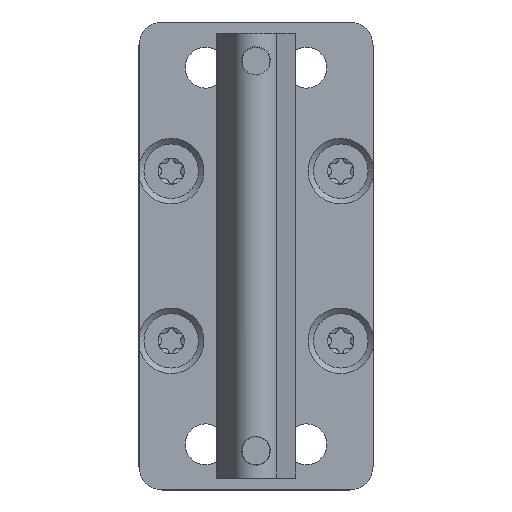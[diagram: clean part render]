
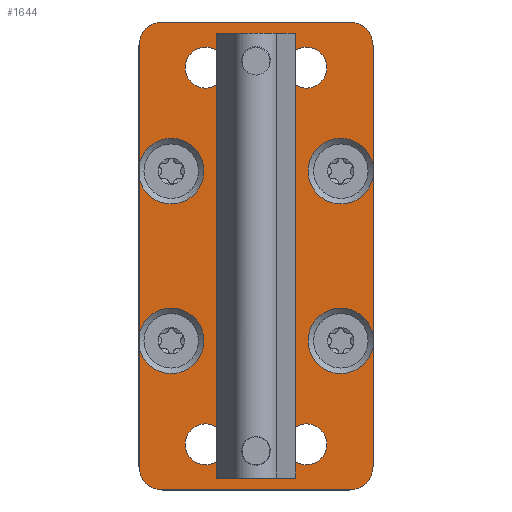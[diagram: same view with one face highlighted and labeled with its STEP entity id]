
A CAD part, front view. The second image highlights one B-rep face of the part: STEP entity #1644.
In plain terms, the highlighted face is planar.
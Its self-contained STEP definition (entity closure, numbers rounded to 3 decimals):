
#127=FACE_BOUND('',#286,.T.);
#128=FACE_BOUND('',#287,.T.);
#129=FACE_BOUND('',#288,.T.);
#130=FACE_BOUND('',#289,.T.);
#131=FACE_BOUND('',#290,.T.);
#132=FACE_BOUND('',#291,.T.);
#156=PLANE('',#1887);
#195=FACE_OUTER_BOUND('',#285,.T.);
#285=EDGE_LOOP('',(#1208,#1209,#1210,#1211,#1212,#1213,#1214,#1215,#1216,
#1217,#1218,#1219,#1220,#1221,#1222,#1223,#1224,#1225,#1226,#1227));
#286=EDGE_LOOP('',(#1228,#1229));
#287=EDGE_LOOP('',(#1230,#1231));
#288=EDGE_LOOP('',(#1232,#1233));
#289=EDGE_LOOP('',(#1234,#1235));
#290=EDGE_LOOP('',(#1236,#1237));
#291=EDGE_LOOP('',(#1238,#1239));
#416=LINE('',#2850,#512);
#417=LINE('',#2854,#513);
#418=LINE('',#2860,#514);
#419=LINE('',#2866,#515);
#420=LINE('',#2870,#516);
#421=LINE('',#2874,#517);
#422=LINE('',#2880,#518);
#423=LINE('',#2885,#519);
#512=VECTOR('',#2179,10.);
#513=VECTOR('',#2182,10.);
#514=VECTOR('',#2187,10.);
#515=VECTOR('',#2192,10.);
#516=VECTOR('',#2195,10.);
#517=VECTOR('',#2198,10.);
#518=VECTOR('',#2203,10.);
#519=VECTOR('',#2208,10.);
#594=CIRCLE('',#1885,4.);
#596=CIRCLE('',#1888,4.);
#597=CIRCLE('',#1889,5.6);
#598=CIRCLE('',#1890,5.6);
#599=CIRCLE('',#1891,5.6);
#600=CIRCLE('',#1892,5.6);
#601=CIRCLE('',#1893,4.);
#602=CIRCLE('',#1894,4.);
#603=CIRCLE('',#1895,5.6);
#604=CIRCLE('',#1896,5.6);
#605=CIRCLE('',#1897,5.6);
#606=CIRCLE('',#1898,5.6);
#607=CIRCLE('',#1899,3.5);
#608=CIRCLE('',#1900,3.5);
#609=CIRCLE('',#1901,3.5);
#610=CIRCLE('',#1902,3.5);
#611=CIRCLE('',#1903,3.5);
#612=CIRCLE('',#1904,3.5);
#613=CIRCLE('',#1905,3.5);
#614=CIRCLE('',#1906,3.5);
#615=CIRCLE('',#1907,3.5);
#616=CIRCLE('',#1908,3.5);
#617=CIRCLE('',#1909,3.5);
#618=CIRCLE('',#1910,3.5);
#727=VERTEX_POINT('',#2840);
#728=VERTEX_POINT('',#2841);
#731=VERTEX_POINT('',#2849);
#732=VERTEX_POINT('',#2851);
#733=VERTEX_POINT('',#2853);
#734=VERTEX_POINT('',#2855);
#735=VERTEX_POINT('',#2857);
#736=VERTEX_POINT('',#2859);
#737=VERTEX_POINT('',#2861);
#738=VERTEX_POINT('',#2863);
#739=VERTEX_POINT('',#2865);
#740=VERTEX_POINT('',#2867);
#741=VERTEX_POINT('',#2869);
#742=VERTEX_POINT('',#2871);
#743=VERTEX_POINT('',#2873);
#744=VERTEX_POINT('',#2875);
#745=VERTEX_POINT('',#2877);
#746=VERTEX_POINT('',#2879);
#747=VERTEX_POINT('',#2881);
#748=VERTEX_POINT('',#2883);
#749=VERTEX_POINT('',#2886);
#750=VERTEX_POINT('',#2887);
#751=VERTEX_POINT('',#2890);
#752=VERTEX_POINT('',#2891);
#753=VERTEX_POINT('',#2894);
#754=VERTEX_POINT('',#2895);
#755=VERTEX_POINT('',#2898);
#756=VERTEX_POINT('',#2899);
#757=VERTEX_POINT('',#2902);
#758=VERTEX_POINT('',#2903);
#759=VERTEX_POINT('',#2906);
#760=VERTEX_POINT('',#2907);
#911=EDGE_CURVE('',#727,#728,#594,.T.);
#915=EDGE_CURVE('',#727,#731,#416,.T.);
#916=EDGE_CURVE('',#732,#731,#596,.T.);
#917=EDGE_CURVE('',#732,#733,#417,.T.);
#918=EDGE_CURVE('',#733,#734,#597,.T.);
#919=EDGE_CURVE('',#734,#735,#598,.T.);
#920=EDGE_CURVE('',#735,#736,#418,.T.);
#921=EDGE_CURVE('',#736,#737,#599,.T.);
#922=EDGE_CURVE('',#737,#738,#600,.T.);
#923=EDGE_CURVE('',#738,#739,#419,.T.);
#924=EDGE_CURVE('',#740,#739,#601,.T.);
#925=EDGE_CURVE('',#740,#741,#420,.T.);
#926=EDGE_CURVE('',#742,#741,#602,.T.);
#927=EDGE_CURVE('',#742,#743,#421,.T.);
#928=EDGE_CURVE('',#743,#744,#603,.T.);
#929=EDGE_CURVE('',#744,#745,#604,.T.);
#930=EDGE_CURVE('',#745,#746,#422,.T.);
#931=EDGE_CURVE('',#746,#747,#605,.T.);
#932=EDGE_CURVE('',#747,#748,#606,.T.);
#933=EDGE_CURVE('',#748,#728,#423,.T.);
#934=EDGE_CURVE('',#749,#750,#607,.T.);
#935=EDGE_CURVE('',#750,#749,#608,.T.);
#936=EDGE_CURVE('',#751,#752,#609,.T.);
#937=EDGE_CURVE('',#752,#751,#610,.T.);
#938=EDGE_CURVE('',#753,#754,#611,.T.);
#939=EDGE_CURVE('',#754,#753,#612,.T.);
#940=EDGE_CURVE('',#755,#756,#613,.T.);
#941=EDGE_CURVE('',#756,#755,#614,.T.);
#942=EDGE_CURVE('',#757,#758,#615,.T.);
#943=EDGE_CURVE('',#758,#757,#616,.T.);
#944=EDGE_CURVE('',#759,#760,#617,.T.);
#945=EDGE_CURVE('',#760,#759,#618,.T.);
#1208=ORIENTED_EDGE('',*,*,#911,.F.);
#1209=ORIENTED_EDGE('',*,*,#915,.T.);
#1210=ORIENTED_EDGE('',*,*,#916,.F.);
#1211=ORIENTED_EDGE('',*,*,#917,.T.);
#1212=ORIENTED_EDGE('',*,*,#918,.T.);
#1213=ORIENTED_EDGE('',*,*,#919,.T.);
#1214=ORIENTED_EDGE('',*,*,#920,.T.);
#1215=ORIENTED_EDGE('',*,*,#921,.T.);
#1216=ORIENTED_EDGE('',*,*,#922,.T.);
#1217=ORIENTED_EDGE('',*,*,#923,.T.);
#1218=ORIENTED_EDGE('',*,*,#924,.F.);
#1219=ORIENTED_EDGE('',*,*,#925,.T.);
#1220=ORIENTED_EDGE('',*,*,#926,.F.);
#1221=ORIENTED_EDGE('',*,*,#927,.T.);
#1222=ORIENTED_EDGE('',*,*,#928,.T.);
#1223=ORIENTED_EDGE('',*,*,#929,.T.);
#1224=ORIENTED_EDGE('',*,*,#930,.T.);
#1225=ORIENTED_EDGE('',*,*,#931,.T.);
#1226=ORIENTED_EDGE('',*,*,#932,.T.);
#1227=ORIENTED_EDGE('',*,*,#933,.T.);
#1228=ORIENTED_EDGE('',*,*,#934,.T.);
#1229=ORIENTED_EDGE('',*,*,#935,.T.);
#1230=ORIENTED_EDGE('',*,*,#936,.T.);
#1231=ORIENTED_EDGE('',*,*,#937,.T.);
#1232=ORIENTED_EDGE('',*,*,#938,.T.);
#1233=ORIENTED_EDGE('',*,*,#939,.T.);
#1234=ORIENTED_EDGE('',*,*,#940,.T.);
#1235=ORIENTED_EDGE('',*,*,#941,.T.);
#1236=ORIENTED_EDGE('',*,*,#942,.T.);
#1237=ORIENTED_EDGE('',*,*,#943,.T.);
#1238=ORIENTED_EDGE('',*,*,#944,.T.);
#1239=ORIENTED_EDGE('',*,*,#945,.T.);
#1644=ADVANCED_FACE('',(#195,#127,#128,#129,#130,#131,#132),#156,.T.);
#1885=AXIS2_PLACEMENT_3D('',#2842,#2171,#2172);
#1887=AXIS2_PLACEMENT_3D('',#2848,#2177,#2178);
#1888=AXIS2_PLACEMENT_3D('',#2852,#2180,#2181);
#1889=AXIS2_PLACEMENT_3D('',#2856,#2183,#2184);
#1890=AXIS2_PLACEMENT_3D('',#2858,#2185,#2186);
#1891=AXIS2_PLACEMENT_3D('',#2862,#2188,#2189);
#1892=AXIS2_PLACEMENT_3D('',#2864,#2190,#2191);
#1893=AXIS2_PLACEMENT_3D('',#2868,#2193,#2194);
#1894=AXIS2_PLACEMENT_3D('',#2872,#2196,#2197);
#1895=AXIS2_PLACEMENT_3D('',#2876,#2199,#2200);
#1896=AXIS2_PLACEMENT_3D('',#2878,#2201,#2202);
#1897=AXIS2_PLACEMENT_3D('',#2882,#2204,#2205);
#1898=AXIS2_PLACEMENT_3D('',#2884,#2206,#2207);
#1899=AXIS2_PLACEMENT_3D('',#2888,#2209,#2210);
#1900=AXIS2_PLACEMENT_3D('',#2889,#2211,#2212);
#1901=AXIS2_PLACEMENT_3D('',#2892,#2213,#2214);
#1902=AXIS2_PLACEMENT_3D('',#2893,#2215,#2216);
#1903=AXIS2_PLACEMENT_3D('',#2896,#2217,#2218);
#1904=AXIS2_PLACEMENT_3D('',#2897,#2219,#2220);
#1905=AXIS2_PLACEMENT_3D('',#2900,#2221,#2222);
#1906=AXIS2_PLACEMENT_3D('',#2901,#2223,#2224);
#1907=AXIS2_PLACEMENT_3D('',#2904,#2225,#2226);
#1908=AXIS2_PLACEMENT_3D('',#2905,#2227,#2228);
#1909=AXIS2_PLACEMENT_3D('',#2908,#2229,#2230);
#1910=AXIS2_PLACEMENT_3D('',#2909,#2231,#2232);
#2171=DIRECTION('center_axis',(0.,0.,-1.));
#2172=DIRECTION('ref_axis',(0.707,-0.707,0.));
#2177=DIRECTION('center_axis',(0.,0.,1.));
#2178=DIRECTION('ref_axis',(1.,0.,0.));
#2179=DIRECTION('',(0.,1.,0.));
#2180=DIRECTION('center_axis',(0.,0.,-1.));
#2181=DIRECTION('ref_axis',(0.707,0.707,0.));
#2182=DIRECTION('',(-1.,0.,0.));
#2183=DIRECTION('center_axis',(0.,0.,-1.));
#2184=DIRECTION('ref_axis',(1.,0.,0.));
#2185=DIRECTION('center_axis',(0.,0.,-1.));
#2186=DIRECTION('ref_axis',(1.,0.,0.));
#2187=DIRECTION('',(-1.,0.,0.));
#2188=DIRECTION('center_axis',(0.,0.,-1.));
#2189=DIRECTION('ref_axis',(1.,0.,0.));
#2190=DIRECTION('center_axis',(0.,0.,-1.));
#2191=DIRECTION('ref_axis',(1.,0.,0.));
#2192=DIRECTION('',(-1.,0.,0.));
#2193=DIRECTION('center_axis',(0.,0.,-1.));
#2194=DIRECTION('ref_axis',(-0.707,0.707,0.));
#2195=DIRECTION('',(0.,-1.,0.));
#2196=DIRECTION('center_axis',(0.,0.,-1.));
#2197=DIRECTION('ref_axis',(-0.707,-0.707,0.));
#2198=DIRECTION('',(1.,0.,0.));
#2199=DIRECTION('center_axis',(0.,0.,-1.));
#2200=DIRECTION('ref_axis',(1.,0.,0.));
#2201=DIRECTION('center_axis',(0.,0.,-1.));
#2202=DIRECTION('ref_axis',(1.,0.,0.));
#2203=DIRECTION('',(1.,0.,0.));
#2204=DIRECTION('center_axis',(0.,0.,-1.));
#2205=DIRECTION('ref_axis',(1.,0.,0.));
#2206=DIRECTION('center_axis',(0.,0.,-1.));
#2207=DIRECTION('ref_axis',(1.,0.,0.));
#2208=DIRECTION('',(1.,0.,0.));
#2209=DIRECTION('center_axis',(0.,0.,-1.));
#2210=DIRECTION('ref_axis',(1.,0.,0.));
#2211=DIRECTION('center_axis',(0.,0.,-1.));
#2212=DIRECTION('ref_axis',(1.,0.,0.));
#2213=DIRECTION('center_axis',(0.,0.,-1.));
#2214=DIRECTION('ref_axis',(1.,0.,0.));
#2215=DIRECTION('center_axis',(0.,0.,-1.));
#2216=DIRECTION('ref_axis',(1.,0.,0.));
#2217=DIRECTION('center_axis',(0.,0.,-1.));
#2218=DIRECTION('ref_axis',(1.,0.,0.));
#2219=DIRECTION('center_axis',(0.,0.,-1.));
#2220=DIRECTION('ref_axis',(1.,0.,0.));
#2221=DIRECTION('center_axis',(0.,0.,-1.));
#2222=DIRECTION('ref_axis',(1.,0.,0.));
#2223=DIRECTION('center_axis',(0.,0.,-1.));
#2224=DIRECTION('ref_axis',(1.,0.,0.));
#2225=DIRECTION('center_axis',(0.,0.,-1.));
#2226=DIRECTION('ref_axis',(1.,0.,0.));
#2227=DIRECTION('center_axis',(0.,0.,-1.));
#2228=DIRECTION('ref_axis',(1.,0.,0.));
#2229=DIRECTION('center_axis',(0.,0.,-1.));
#2230=DIRECTION('ref_axis',(1.,0.,0.));
#2231=DIRECTION('center_axis',(0.,0.,-1.));
#2232=DIRECTION('ref_axis',(1.,0.,0.));
#2840=CARTESIAN_POINT('',(40.,-16.,5.));
#2841=CARTESIAN_POINT('',(36.,-20.,5.));
#2842=CARTESIAN_POINT('Origin',(36.,-16.,5.));
#2848=CARTESIAN_POINT('Origin',(0.,0.,5.));
#2849=CARTESIAN_POINT('',(40.,16.,5.));
#2850=CARTESIAN_POINT('',(40.,20.,5.));
#2851=CARTESIAN_POINT('',(36.,20.,5.));
#2852=CARTESIAN_POINT('Origin',(36.,16.,5.));
#2853=CARTESIAN_POINT('',(15.554,20.,5.));
#2854=CARTESIAN_POINT('',(-40.,20.,5.));
#2855=CARTESIAN_POINT('',(8.9,14.5,5.));
#2856=CARTESIAN_POINT('Origin',(14.5,14.5,5.));
#2857=CARTESIAN_POINT('',(13.446,20.,5.));
#2858=CARTESIAN_POINT('Origin',(14.5,14.5,5.));
#2859=CARTESIAN_POINT('',(-13.446,20.,5.));
#2860=CARTESIAN_POINT('',(-40.,20.,5.));
#2861=CARTESIAN_POINT('',(-20.1,14.5,5.));
#2862=CARTESIAN_POINT('Origin',(-14.5,14.5,5.));
#2863=CARTESIAN_POINT('',(-15.554,20.,5.));
#2864=CARTESIAN_POINT('Origin',(-14.5,14.5,5.));
#2865=CARTESIAN_POINT('',(-36.,20.,5.));
#2866=CARTESIAN_POINT('',(-40.,20.,5.));
#2867=CARTESIAN_POINT('',(-40.,16.,5.));
#2868=CARTESIAN_POINT('Origin',(-36.,16.,5.));
#2869=CARTESIAN_POINT('',(-40.,-16.,5.));
#2870=CARTESIAN_POINT('',(-40.,-20.,5.));
#2871=CARTESIAN_POINT('',(-36.,-20.,5.));
#2872=CARTESIAN_POINT('Origin',(-36.,-16.,5.));
#2873=CARTESIAN_POINT('',(-15.554,-20.,5.));
#2874=CARTESIAN_POINT('',(40.,-20.,5.));
#2875=CARTESIAN_POINT('',(-20.1,-14.5,5.));
#2876=CARTESIAN_POINT('Origin',(-14.5,-14.5,5.));
#2877=CARTESIAN_POINT('',(-13.446,-20.,5.));
#2878=CARTESIAN_POINT('Origin',(-14.5,-14.5,5.));
#2879=CARTESIAN_POINT('',(13.446,-20.,5.));
#2880=CARTESIAN_POINT('',(40.,-20.,5.));
#2881=CARTESIAN_POINT('',(8.9,-14.5,5.));
#2882=CARTESIAN_POINT('Origin',(14.5,-14.5,5.));
#2883=CARTESIAN_POINT('',(15.554,-20.,5.));
#2884=CARTESIAN_POINT('Origin',(14.5,-14.5,5.));
#2885=CARTESIAN_POINT('',(40.,-20.,5.));
#2886=CARTESIAN_POINT('',(35.7,-8.6,5.));
#2887=CARTESIAN_POINT('',(28.7,-8.6,5.));
#2888=CARTESIAN_POINT('Origin',(32.2,-8.6,5.));
#2889=CARTESIAN_POINT('Origin',(32.2,-8.6,5.));
#2890=CARTESIAN_POINT('',(35.7,8.6,5.));
#2891=CARTESIAN_POINT('',(28.7,8.6,5.));
#2892=CARTESIAN_POINT('Origin',(32.2,8.6,5.));
#2893=CARTESIAN_POINT('Origin',(32.2,8.6,5.));
#2894=CARTESIAN_POINT('',(-29.8,0.,5.));
#2895=CARTESIAN_POINT('',(-36.8,0.,5.));
#2896=CARTESIAN_POINT('Origin',(-33.3,0.,5.));
#2897=CARTESIAN_POINT('Origin',(-33.3,0.,5.));
#2898=CARTESIAN_POINT('',(-28.7,8.6,5.));
#2899=CARTESIAN_POINT('',(-35.7,8.6,5.));
#2900=CARTESIAN_POINT('Origin',(-32.2,8.6,5.));
#2901=CARTESIAN_POINT('Origin',(-32.2,8.6,5.));
#2902=CARTESIAN_POINT('',(-28.7,-8.6,5.));
#2903=CARTESIAN_POINT('',(-35.7,-8.6,5.));
#2904=CARTESIAN_POINT('Origin',(-32.2,-8.6,5.));
#2905=CARTESIAN_POINT('Origin',(-32.2,-8.6,5.));
#2906=CARTESIAN_POINT('',(36.8,0.,5.));
#2907=CARTESIAN_POINT('',(29.8,0.,5.));
#2908=CARTESIAN_POINT('Origin',(33.3,0.,5.));
#2909=CARTESIAN_POINT('Origin',(33.3,0.,5.));
